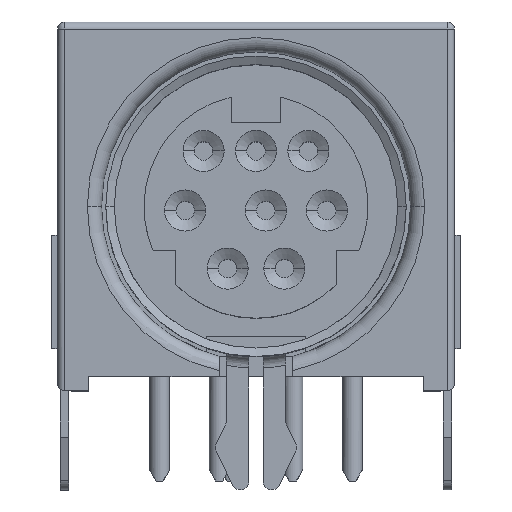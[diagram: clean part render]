
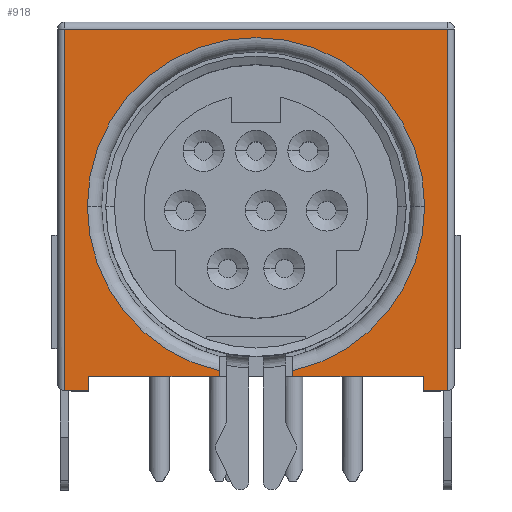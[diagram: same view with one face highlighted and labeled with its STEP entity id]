
A CAD part, top view. The second image highlights one B-rep face of the part: STEP entity #918.
In plain terms, the highlighted planar face has unit normal (0, 0, 1).
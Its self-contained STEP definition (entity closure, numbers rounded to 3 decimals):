
#918 = ADVANCED_FACE ( 'NONE', ( #9534 ), #6526, .T. ) ;
#982 = VERTEX_POINT ( 'NONE', #5420 ) ;
#987 = VERTEX_POINT ( 'NONE', #5390 ) ;
#991 = VERTEX_POINT ( 'NONE', #3901 ) ;
#1009 = VERTEX_POINT ( 'NONE', #3954 ) ;
#1011 = VERTEX_POINT ( 'NONE', #3955 ) ;
#1015 = VERTEX_POINT ( 'NONE', #3922 ) ;
#1018 = VERTEX_POINT ( 'NONE', #3903 ) ;
#1020 = VERTEX_POINT ( 'NONE', #3904 ) ;
#1032 = VERTEX_POINT ( 'NONE', #3850 ) ;
#1039 = VERTEX_POINT ( 'NONE', #6575 ) ;
#1041 = VERTEX_POINT ( 'NONE', #6581 ) ;
#1314 = VERTEX_POINT ( 'NONE', #6965 ) ;
#1316 = VERTEX_POINT ( 'NONE', #6967 ) ;
#1320 = VERTEX_POINT ( 'NONE', #6971 ) ;
#2027 = EDGE_CURVE ( 'NONE', #987, #991, #10127, .T. ) ;
#2156 = EDGE_CURVE ( 'NONE', #982, #987, #10700, .T. ) ;
#2241 = EDGE_CURVE ( 'NONE', #1009, #1015, #10833, .T. ) ;
#2267 = EDGE_CURVE ( 'NONE', #1009, #1316, #10888, .T. ) ;
#2268 = EDGE_CURVE ( 'NONE', #1020, #1041, #10890, .T. ) ;
#2372 = EDGE_CURVE ( 'NONE', #1320, #1314, #11000, .T. ) ;
#2378 = EDGE_CURVE ( 'NONE', #1018, #1011, #11005, .T. ) ;
#2527 = EDGE_CURVE ( 'NONE', #1314, #1020, #11155, .T. ) ;
#2663 = EDGE_CURVE ( 'NONE', #1011, #982, #11261, .T. ) ;
#2701 = EDGE_CURVE ( 'NONE', #991, #1015, #11288, .T. ) ;
#2734 = EDGE_CURVE ( 'NONE', #1032, #1039, #11310, .T. ) ;
#2753 = EDGE_CURVE ( 'NONE', #1316, #1320, #11323, .T. ) ;
#2887 = EDGE_CURVE ( 'NONE', #1041, #1032, #11412, .T. ) ;
#2945 = EDGE_CURVE ( 'NONE', #1039, #1018, #11446, .T. ) ;
#3229 = AXIS2_PLACEMENT_3D ( 'NONE', #5252, #5253, #5254 ) ;
#3254 = AXIS2_PLACEMENT_3D ( 'NONE', #5667, #5668, #5669 ) ;
#3314 = AXIS2_PLACEMENT_3D ( 'NONE', #6111, #6112, #6113 ) ;
#3592 = AXIS2_PLACEMENT_3D ( 'NONE', #6476, #6474, #6464 ) ;
#3639 = ORIENTED_EDGE ( 'NONE', *, *, #2268, .T. ) ;
#3641 = ORIENTED_EDGE ( 'NONE', *, *, #2527, .T. ) ;
#3661 = ORIENTED_EDGE ( 'NONE', *, *, #2701, .T. ) ;
#3677 = ORIENTED_EDGE ( 'NONE', *, *, #2734, .T. ) ;
#3681 = ORIENTED_EDGE ( 'NONE', *, *, #2945, .T. ) ;
#3685 = ORIENTED_EDGE ( 'NONE', *, *, #2378, .T. ) ;
#3725 = ORIENTED_EDGE ( 'NONE', *, *, #2663, .T. ) ;
#3729 = ORIENTED_EDGE ( 'NONE', *, *, #2156, .T. ) ;
#3771 = ORIENTED_EDGE ( 'NONE', *, *, #2027, .T. ) ;
#3778 = ORIENTED_EDGE ( 'NONE', *, *, #2372, .T. ) ;
#3783 = ORIENTED_EDGE ( 'NONE', *, *, #2267, .T. ) ;
#3790 = ORIENTED_EDGE ( 'NONE', *, *, #2753, .T. ) ;
#3796 = ORIENTED_EDGE ( 'NONE', *, *, #2887, .T. ) ;
#3808 = ORIENTED_EDGE ( 'NONE', *, *, #2241, .F. ) ;
#3850 = CARTESIAN_POINT ( 'NONE',  ( 5.9, 0., 0. ) ) ;
#3901 = CARTESIAN_POINT ( 'NONE',  ( -5.9, 0.5, 0. ) ) ;
#3903 = CARTESIAN_POINT ( 'NONE',  ( 6.75, 12.75, 0. ) ) ;
#3904 = CARTESIAN_POINT ( 'NONE',  ( 1.3, 0.5, 0. ) ) ;
#3922 = CARTESIAN_POINT ( 'NONE',  ( -1.3, 0.5, 0. ) ) ;
#3954 = CARTESIAN_POINT ( 'NONE',  ( -1.3, 0.694, 0. ) ) ;
#3955 = CARTESIAN_POINT ( 'NONE',  ( -6.75, 12.75, 0. ) ) ;
#4671 = CARTESIAN_POINT ( 'NONE',  ( -5.9, 0.5, 0. ) ) ;
#4673 = DIRECTION ( 'NONE',  ( 0., 1., 0. ) ) ;
#4972 = CARTESIAN_POINT ( 'NONE',  ( -7., 0., 0. ) ) ;
#4977 = DIRECTION ( 'NONE',  ( 1., 0., 0. ) ) ;
#5176 = DIRECTION ( 'NONE',  ( 0., -1., 0. ) ) ;
#5182 = CARTESIAN_POINT ( 'NONE',  ( -1.3, 1.2, 0. ) ) ;
#5245 = DIRECTION ( 'NONE',  ( 1., 0., 0. ) ) ;
#5250 = CARTESIAN_POINT ( 'NONE',  ( 5.9, 0.5, 0. ) ) ;
#5252 = CARTESIAN_POINT ( 'NONE',  ( 0., 6.5, 0. ) ) ;
#5253 = DIRECTION ( 'NONE',  ( 0., 0., -1. ) ) ;
#5254 = DIRECTION ( 'NONE',  ( 1., 0., 0. ) ) ;
#5390 = CARTESIAN_POINT ( 'NONE',  ( -5.9, 0., 0. ) ) ;
#5420 = CARTESIAN_POINT ( 'NONE',  ( -6.75, 0., 0. ) ) ;
#5667 = CARTESIAN_POINT ( 'NONE',  ( 0., 6.5, 0. ) ) ;
#5668 = DIRECTION ( 'NONE',  ( 0., 0., -1. ) ) ;
#5669 = DIRECTION ( 'NONE',  ( 1., 0., 0. ) ) ;
#5674 = CARTESIAN_POINT ( 'NONE',  ( 0., 12.75, 0. ) ) ;
#5675 = DIRECTION ( 'NONE',  ( -1., 0., 0. ) ) ;
#5864 = DIRECTION ( 'NONE',  ( 0., -1., 0. ) ) ;
#5880 = CARTESIAN_POINT ( 'NONE',  ( 1.3, 1.2, 0. ) ) ;
#6039 = CARTESIAN_POINT ( 'NONE',  ( -6.75, 0., 0. ) ) ;
#6040 = DIRECTION ( 'NONE',  ( 0., -1., 0. ) ) ;
#6068 = CARTESIAN_POINT ( 'NONE',  ( 5.9, 0.5, 0. ) ) ;
#6069 = DIRECTION ( 'NONE',  ( 1., 0., 0. ) ) ;
#6094 = CARTESIAN_POINT ( 'NONE',  ( -7., 0., 0. ) ) ;
#6095 = DIRECTION ( 'NONE',  ( 1., 0., 0. ) ) ;
#6111 = CARTESIAN_POINT ( 'NONE',  ( 0., 6.5, 0. ) ) ;
#6112 = DIRECTION ( 'NONE',  ( 0., 0., -1. ) ) ;
#6113 = DIRECTION ( 'NONE',  ( 1., 0., 0. ) ) ;
#6224 = CARTESIAN_POINT ( 'NONE',  ( 5.9, 0.5, 0. ) ) ;
#6225 = DIRECTION ( 'NONE',  ( 0., -1., 0. ) ) ;
#6285 = CARTESIAN_POINT ( 'NONE',  ( 6.75, 0., 0. ) ) ;
#6286 = DIRECTION ( 'NONE',  ( 0., 1., 0. ) ) ;
#6464 = DIRECTION ( 'NONE',  ( 1., 0., 0. ) ) ;
#6474 = DIRECTION ( 'NONE',  ( 0., 0., 1. ) ) ;
#6476 = CARTESIAN_POINT ( 'NONE',  ( 0., 0., 0. ) ) ;
#6526 = PLANE ( 'NONE',  #3592 ) ;
#6575 = CARTESIAN_POINT ( 'NONE',  ( 6.75, 0., 0. ) ) ;
#6581 = CARTESIAN_POINT ( 'NONE',  ( 5.9, 0.5, 0. ) ) ;
#6965 = CARTESIAN_POINT ( 'NONE',  ( 1.3, 0.694, 0. ) ) ;
#6967 = CARTESIAN_POINT ( 'NONE',  ( -5.95, 6.5, 0. ) ) ;
#6971 = CARTESIAN_POINT ( 'NONE',  ( 5.95, 6.5, 0. ) ) ;
#8300 = EDGE_LOOP ( 'NONE', ( #3685, #3725, #3729, #3771, #3661, #3808, #3783, #3790, #3778, #3641, #3639, #3796, #3677, #3681 ) ) ;
#9534 = FACE_OUTER_BOUND ( 'NONE', #8300, .T. ) ;
#10127 = LINE ( 'NONE', #4671, #10130 ) ;
#10130 = VECTOR ( 'NONE', #4673, 1000. ) ;
#10700 = LINE ( 'NONE', #4972, #10703 ) ;
#10703 = VECTOR ( 'NONE', #4977, 1000. ) ;
#10833 = LINE ( 'NONE', #5182, #10848 ) ;
#10848 = VECTOR ( 'NONE', #5176, 1000. ) ;
#10888 = CIRCLE ( 'NONE', #3229, 5.95 ) ;
#10890 = LINE ( 'NONE', #5250, #10892 ) ;
#10892 = VECTOR ( 'NONE', #5245, 1000. ) ;
#11000 = CIRCLE ( 'NONE', #3254, 5.95 ) ;
#11005 = LINE ( 'NONE', #5674, #11008 ) ;
#11008 = VECTOR ( 'NONE', #5675, 1000. ) ;
#11155 = LINE ( 'NONE', #5880, #11157 ) ;
#11157 = VECTOR ( 'NONE', #5864, 1000. ) ;
#11261 = LINE ( 'NONE', #6039, #11264 ) ;
#11264 = VECTOR ( 'NONE', #6040, 1000. ) ;
#11288 = LINE ( 'NONE', #6068, #11291 ) ;
#11291 = VECTOR ( 'NONE', #6069, 1000. ) ;
#11310 = LINE ( 'NONE', #6094, #11313 ) ;
#11313 = VECTOR ( 'NONE', #6095, 1000. ) ;
#11323 = CIRCLE ( 'NONE', #3314, 5.95 ) ;
#11412 = LINE ( 'NONE', #6224, #11415 ) ;
#11415 = VECTOR ( 'NONE', #6225, 1000. ) ;
#11446 = LINE ( 'NONE', #6285, #11449 ) ;
#11449 = VECTOR ( 'NONE', #6286, 1000. ) ;
